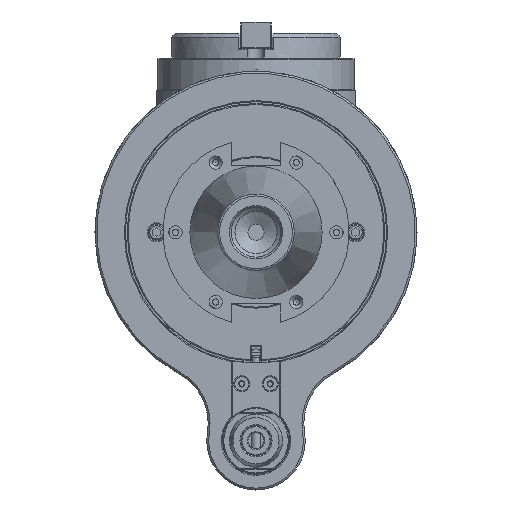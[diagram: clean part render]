
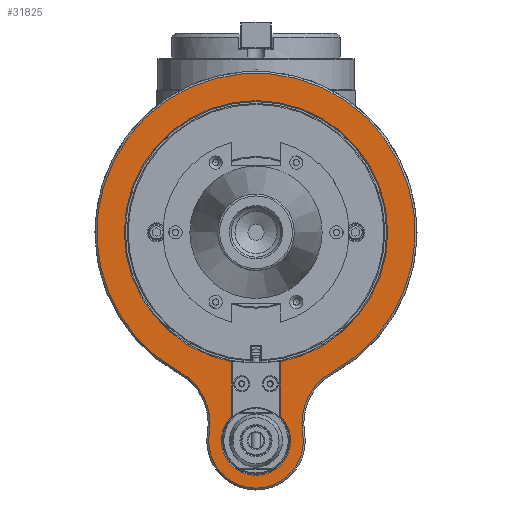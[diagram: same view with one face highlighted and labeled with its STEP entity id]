
A CAD part, front view. The second image highlights one B-rep face of the part: STEP entity #31825.
In plain terms, the highlighted planar face has unit normal (0, -1, 0).
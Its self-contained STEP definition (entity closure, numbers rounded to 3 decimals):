
#1498=FACE_BOUND('',#10633,.T.);
#3943=LINE('',#58699,#6854);
#3944=LINE('',#58703,#6855);
#6854=VECTOR('',#42394,10.);
#6855=VECTOR('',#42397,10.);
#8657=FACE_OUTER_BOUND('',#10632,.T.);
#10632=EDGE_LOOP('',(#27105,#27106,#27107,#27108));
#10633=EDGE_LOOP('',(#27109,#27110,#27111,#27112));
#12210=CIRCLE('',#34668,31.001);
#12211=CIRCLE('',#34670,25.);
#12212=CIRCLE('',#34671,31.001);
#12213=CIRCLE('',#34672,84.);
#12214=CIRCLE('',#34673,18.25);
#12215=CIRCLE('',#34674,69.5);
#15026=VERTEX_POINT('',#58686);
#15027=VERTEX_POINT('',#58687);
#15028=VERTEX_POINT('',#58692);
#15029=VERTEX_POINT('',#58694);
#15030=VERTEX_POINT('',#58697);
#15031=VERTEX_POINT('',#58698);
#15032=VERTEX_POINT('',#58700);
#15033=VERTEX_POINT('',#58702);
#19199=EDGE_CURVE('',#15026,#15027,#12210,.T.);
#19202=EDGE_CURVE('',#15027,#15028,#12211,.T.);
#19203=EDGE_CURVE('',#15028,#15029,#12212,.T.);
#19204=EDGE_CURVE('',#15029,#15026,#12213,.T.);
#19205=EDGE_CURVE('',#15030,#15031,#3943,.T.);
#19206=EDGE_CURVE('',#15031,#15032,#12214,.T.);
#19207=EDGE_CURVE('',#15032,#15033,#3944,.T.);
#19208=EDGE_CURVE('',#15033,#15030,#12215,.T.);
#27105=ORIENTED_EDGE('',*,*,#19199,.T.);
#27106=ORIENTED_EDGE('',*,*,#19202,.T.);
#27107=ORIENTED_EDGE('',*,*,#19203,.T.);
#27108=ORIENTED_EDGE('',*,*,#19204,.T.);
#27109=ORIENTED_EDGE('',*,*,#19205,.T.);
#27110=ORIENTED_EDGE('',*,*,#19206,.T.);
#27111=ORIENTED_EDGE('',*,*,#19207,.T.);
#27112=ORIENTED_EDGE('',*,*,#19208,.T.);
#30300=PLANE('',#34669);
#31825=ADVANCED_FACE('',(#8657,#1498),#30300,.F.);
#34668=AXIS2_PLACEMENT_3D('',#58688,#42382,#42383);
#34669=AXIS2_PLACEMENT_3D('',#58691,#42386,#42387);
#34670=AXIS2_PLACEMENT_3D('',#58693,#42388,#42389);
#34671=AXIS2_PLACEMENT_3D('',#58695,#42390,#42391);
#34672=AXIS2_PLACEMENT_3D('',#58696,#42392,#42393);
#34673=AXIS2_PLACEMENT_3D('',#58701,#42395,#42396);
#34674=AXIS2_PLACEMENT_3D('',#58704,#42398,#42399);
#42382=DIRECTION('center_axis',(0.,1.,0.));
#42383=DIRECTION('ref_axis',(0.,0.,1.));
#42386=DIRECTION('center_axis',(0.,1.,0.));
#42387=DIRECTION('ref_axis',(-1.,0.,0.));
#42388=DIRECTION('center_axis',(0.,-1.,0.));
#42389=DIRECTION('ref_axis',(-0.987,0.,0.163));
#42390=DIRECTION('center_axis',(0.,1.,0.));
#42391=DIRECTION('ref_axis',(0.,0.,1.));
#42392=DIRECTION('center_axis',(0.,-1.,0.));
#42393=DIRECTION('ref_axis',(0.48,0.,-0.877));
#42394=DIRECTION('',(0.,0.,-1.));
#42395=DIRECTION('center_axis',(0.,1.,0.));
#42396=DIRECTION('ref_axis',(0.712,0.,0.702));
#42397=DIRECTION('',(0.,0.,1.));
#42398=DIRECTION('center_axis',(0.,1.,0.));
#42399=DIRECTION('ref_axis',(-0.187,0.,-0.982));
#58686=CARTESIAN_POINT('',(-40.356,-45.,-73.671));
#58687=CARTESIAN_POINT('',(-24.664,-45.,-105.919));
#58688=CARTESIAN_POINT('Origin',(-55.249,-45.,-100.859));
#58691=CARTESIAN_POINT('Origin',(0.,-45.,0.));
#58692=CARTESIAN_POINT('',(24.664,-45.,-105.919));
#58693=CARTESIAN_POINT('Origin',(0.,-45.,-110.));
#58694=CARTESIAN_POINT('',(40.356,-45.,-73.671));
#58695=CARTESIAN_POINT('Origin',(55.249,-45.,-100.859));
#58696=CARTESIAN_POINT('Origin',(0.,-45.,0.));
#58697=CARTESIAN_POINT('',(13.,-45.,-68.273));
#58698=CARTESIAN_POINT('',(13.,-45.,-97.191));
#58699=CARTESIAN_POINT('',(13.,-45.,-41.418));
#58700=CARTESIAN_POINT('',(-13.,-45.,-97.191));
#58701=CARTESIAN_POINT('Origin',(0.,-45.,-110.));
#58702=CARTESIAN_POINT('',(-13.,-45.,-68.273));
#58703=CARTESIAN_POINT('',(-13.,-45.,-41.418));
#58704=CARTESIAN_POINT('Origin',(0.,-45.,0.));
